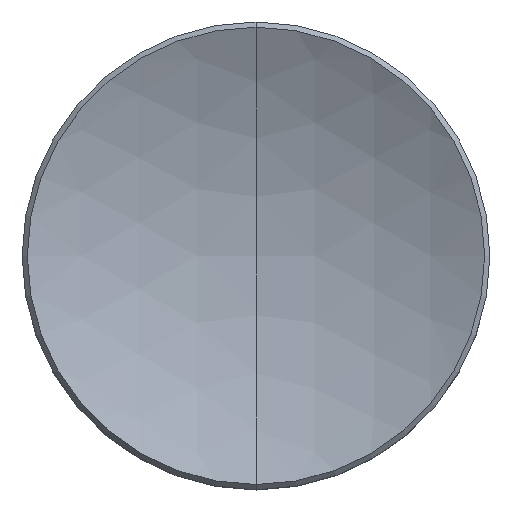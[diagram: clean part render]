
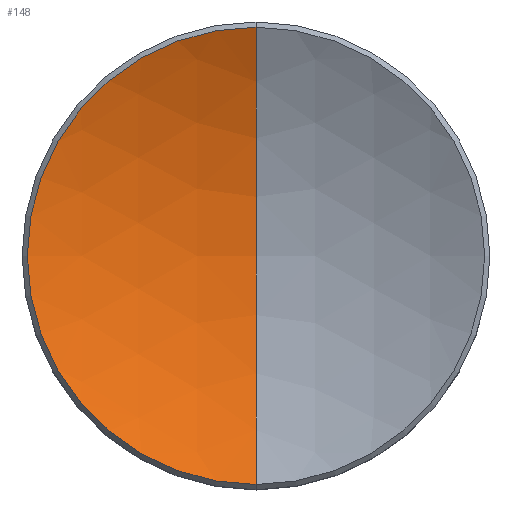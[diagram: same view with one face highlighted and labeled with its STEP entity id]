
A CAD part, top view. The second image highlights one B-rep face of the part: STEP entity #148.
In plain terms, the highlighted spherical face has radius 13.8 mm.
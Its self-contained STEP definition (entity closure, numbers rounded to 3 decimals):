
#1 = CARTESIAN_POINT ( 'NONE',  ( 0., 0., 15.3 ) ) ;
#2 = AXIS2_PLACEMENT_3D ( 'NONE', #1, #3, #4 ) ;
#3 = DIRECTION ( 'NONE',  ( 1., 0., 0. ) ) ;
#4 = DIRECTION ( 'NONE',  ( 0., 1., 0. ) ) ;
#30 = VERTEX_POINT ( 'NONE', #122 ) ;
#31 = EDGE_CURVE ( 'NONE', #74, #154, #121, .T. ) ;
#32 = ORIENTED_EDGE ( 'NONE', *, *, #33, .T. ) ;
#33 = EDGE_CURVE ( 'NONE', #74, #30, #116, .T. ) ;
#34 = ORIENTED_EDGE ( 'NONE', *, *, #35, .F. ) ;
#35 = EDGE_CURVE ( 'NONE', #154, #30, #238, .T. ) ;
#37 = ORIENTED_EDGE ( 'NONE', *, *, #31, .F. ) ;
#74 = VERTEX_POINT ( 'NONE', #245 ) ;
#116 = CIRCLE ( 'NONE', #2, 13.8 ) ;
#117 = DIRECTION ( 'NONE',  ( 0., 1., 0. ) ) ;
#118 = DIRECTION ( 'NONE',  ( 0., 0., -1. ) ) ;
#119 = CARTESIAN_POINT ( 'NONE',  ( 0., 0., 2.975 ) ) ;
#120 = AXIS2_PLACEMENT_3D ( 'NONE', #119, #118, #117 ) ;
#121 = CIRCLE ( 'NONE', #120, 6.209 ) ;
#122 = CARTESIAN_POINT ( 'NONE',  ( 0., 0., 1.5 ) ) ;
#147 = EDGE_LOOP ( 'NONE', ( #37, #32, #34 ) ) ;
#148 = ADVANCED_FACE ( 'NONE', ( #378 ), #326, .F. ) ;
#154 = VERTEX_POINT ( 'NONE', #302 ) ;
#220 = AXIS2_PLACEMENT_3D ( 'NONE', #221, #239, #227 ) ;
#221 = CARTESIAN_POINT ( 'NONE',  ( 0., 0., 15.3 ) ) ;
#227 = DIRECTION ( 'NONE',  ( 0., 0., 1. ) ) ;
#238 = CIRCLE ( 'NONE', #220, 13.8 ) ;
#239 = DIRECTION ( 'NONE',  ( -1., 0., 0. ) ) ;
#245 = CARTESIAN_POINT ( 'NONE',  ( 0., -6.209, 2.975 ) ) ;
#302 = CARTESIAN_POINT ( 'NONE',  ( 0., 6.209, 2.975 ) ) ;
#321 = DIRECTION ( 'NONE',  ( 0., 1., 0. ) ) ;
#322 = DIRECTION ( 'NONE',  ( 1., 0., 0. ) ) ;
#323 = CARTESIAN_POINT ( 'NONE',  ( 0., 0., 15.3 ) ) ;
#324 = AXIS2_PLACEMENT_3D ( 'NONE', #323, #322, #321 ) ;
#326 = SPHERICAL_SURFACE ( 'NONE', #324, 13.8 ) ;
#378 = FACE_OUTER_BOUND ( 'NONE', #147, .T. ) ;
